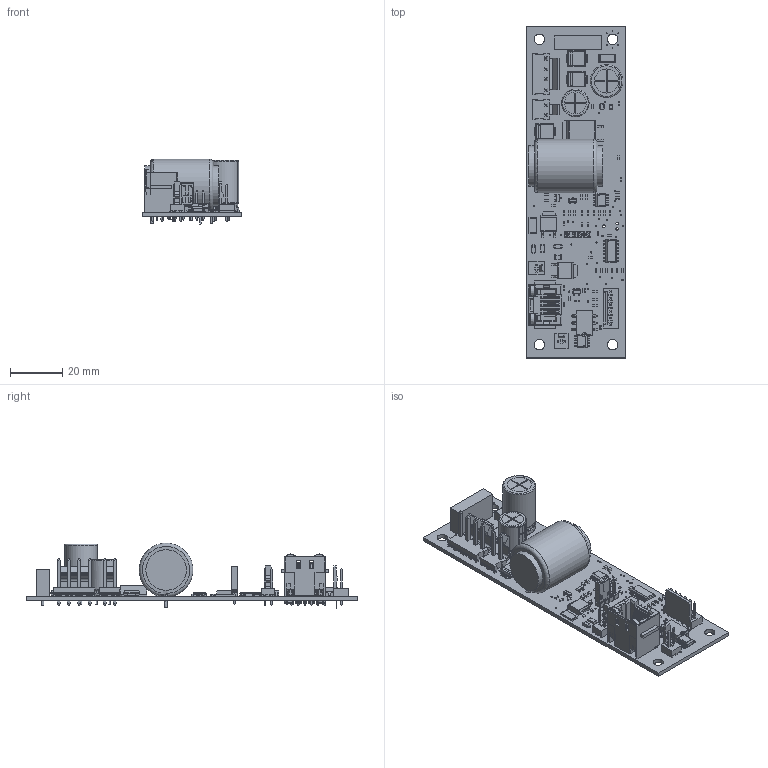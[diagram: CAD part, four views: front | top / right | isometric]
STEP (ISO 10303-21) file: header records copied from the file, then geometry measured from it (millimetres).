
FILE_DESCRIPTION(('for SolidWorks'),'2;1');
FILE_NAME('41442-0.step' ,'2018-09-11T09:47:20',('nlavoie'),(''), 'Open CASCADE STEP processor 6.6','DipTrace','Unknown');
FILE_SCHEMA(('AUTOMOTIVE_DESIGN { 1 0 10303 214 1 1 1 1 }'));
Length unit declared in the file: millimetre
Products named in the file (31): PCB_41442-0; Board_41442-0; cap_1206; 23302; cap_0603; cappr-5_12.5h20; cappr-5_10.5h14; smc; res_2512; soic-8_150mil; sot23-6; sot23-5; sdip-6; soic-14_150mil; MLX026604040; MLX026604020; MLX022284043; MLX022292021; 44344; MLX022292061; 56106B; dpak; d2pak; sot23; res_0603; res_0805; res_1206; 44108; sod-123f
Assembly tree (73 placements, depth 2):
  PCB_41442-0
    Board_41442-0
    cap_1206
    23302
    cap_0603  x12
    cappr-5_12.5h20
    cappr-5_10.5h14
    smc  x3
    res_2512
    res_2512
    soic-8_150mil
    soic-8_150mil
    sot23-6
    sot23-5
    sdip-6
    soic-14_150mil
    MLX026604040
    MLX026604020
    MLX022284043
    MLX022292021  x2
    44344
    MLX022292061
    56106B
    dpak  x2
    d2pak
    sot23  x2
    res_0603  x27
    res_0805
    res_1206
    44108
    sod-123f  x2
Bounding box: 38.1 x 127 x 25.17 mm (x, y, z)
Volume: 13635.5 mm3; surface area: 24070.4 mm2
Topology: 62 solids, 141 shells, 5268 faces, 14350 edges, 9120 vertices
Faces by surface type: plane 3250, bspline 1100, cylinder 611, revolution 193, torus 66, sphere 48
Full cylindrical faces by diameter (mm): 0.356 x6, 0.4 x1, 0.457 x38, 0.5 x1, 0.6 x4, 0.813 x2, 0.889 x8, 0.914 x4, 0.991 x3, 1.016 x14, 1.067 x2, 1.168 x2, 1.702 x8, 3.251 x2, 3.962 x4, 8.4 x2, 9.2 x2, 9.6 x1, 10.5 x2, 15.494 x2, 20.574 x1
Entity records: 132970 total; most frequent: CARTESIAN_POINT 42635, ORIENTED_EDGE 17482, DIRECTION 12855, EDGE_CURVE 9390, VERTEX_POINT 6132, LINE 5844, VECTOR 5844, FACE_BOUND 3594
